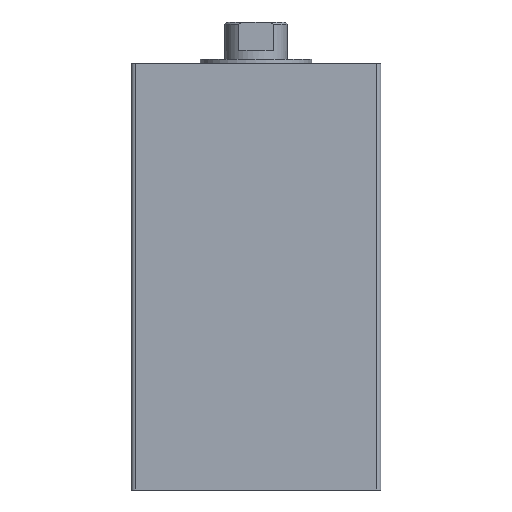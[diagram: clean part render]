
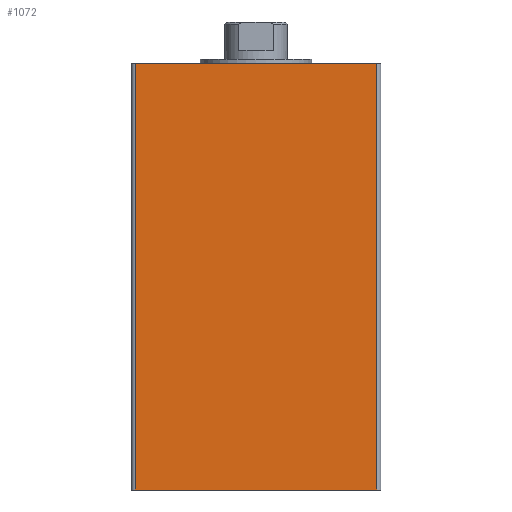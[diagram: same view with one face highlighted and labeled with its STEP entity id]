
A CAD part, front view. The second image highlights one B-rep face of the part: STEP entity #1072.
In plain terms, the highlighted planar face has unit normal (0, -1, 0).
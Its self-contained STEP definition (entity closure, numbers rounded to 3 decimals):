
#42=PLANE('',#1172);
#75=LINE('',#1704,#141);
#76=LINE('',#1706,#142);
#77=LINE('',#1708,#143);
#78=LINE('',#1710,#144);
#141=VECTOR('',#1336,1000.);
#142=VECTOR('',#1339,1000.);
#143=VECTOR('',#1340,1000.);
#144=VECTOR('',#1341,1000.);
#214=ORIENTED_EDGE('',*,*,#508,.F.);
#215=ORIENTED_EDGE('',*,*,#507,.F.);
#216=ORIENTED_EDGE('',*,*,#509,.T.);
#217=ORIENTED_EDGE('',*,*,#510,.T.);
#507=EDGE_CURVE('',#653,#652,#75,.T.);
#508=EDGE_CURVE('',#652,#654,#76,.T.);
#509=EDGE_CURVE('',#653,#655,#77,.T.);
#510=EDGE_CURVE('',#655,#654,#78,.T.);
#652=VERTEX_POINT('',#1701);
#653=VERTEX_POINT('',#1703);
#654=VERTEX_POINT('',#1707);
#655=VERTEX_POINT('',#1709);
#836=EDGE_LOOP('',(#214,#215,#216,#217));
#936=FACE_BOUND('',#836,.T.);
#1072=ADVANCED_FACE('',(#936),#42,.T.);
#1172=AXIS2_PLACEMENT_3D('',#1705,#1337,#1338);
#1336=DIRECTION('',(0.,0.,1.));
#1337=DIRECTION('',(0.,-1.,0.));
#1338=DIRECTION('',(0.,0.,-1.));
#1339=DIRECTION('',(1.,0.,0.));
#1340=DIRECTION('',(1.,0.,0.));
#1341=DIRECTION('',(0.,0.,1.));
#1701=CARTESIAN_POINT('',(-11.6,-12.,0.));
#1703=CARTESIAN_POINT('',(-11.6,-12.,-41.));
#1704=CARTESIAN_POINT('',(-11.6,-12.,-41.));
#1705=CARTESIAN_POINT('',(-11.6,-12.,-41.));
#1706=CARTESIAN_POINT('',(-11.6,-12.,0.));
#1707=CARTESIAN_POINT('',(11.6,-12.,0.));
#1708=CARTESIAN_POINT('',(-11.6,-12.,-41.));
#1709=CARTESIAN_POINT('',(11.6,-12.,-41.));
#1710=CARTESIAN_POINT('',(11.6,-12.,-41.));
